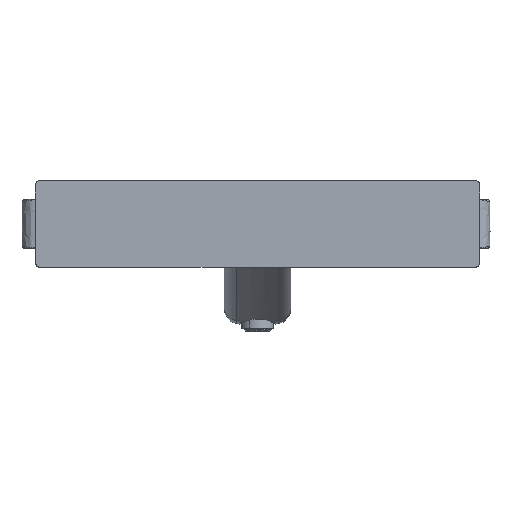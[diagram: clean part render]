
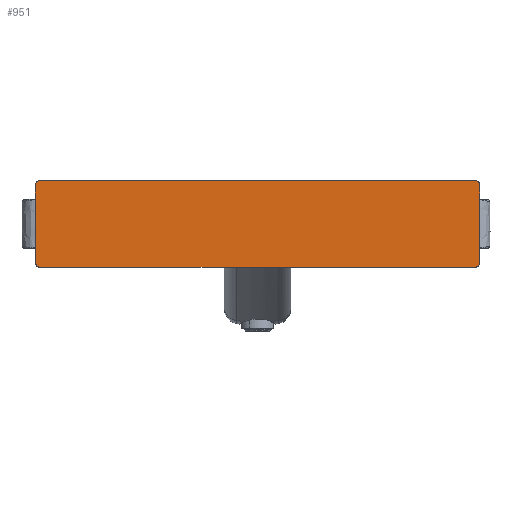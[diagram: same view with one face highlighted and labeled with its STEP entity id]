
A CAD part, left-side view. The second image highlights one B-rep face of the part: STEP entity #951.
In plain terms, the highlighted face is planar.
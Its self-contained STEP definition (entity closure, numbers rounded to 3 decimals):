
#396=CARTESIAN_POINT(' ',(-30.,-151.001,0.));
#397=VERTEX_POINT(' ',#396);
#416=CARTESIAN_POINT(' ',(-27.001,-151.001,0.));
#421=DIRECTION(' ',(0.,0.,1.));
#426=DIRECTION(' ',(-1.,0.,0.));
#431=AXIS2_PLACEMENT_3D(' ',#416,#421,#426);
#436=CIRCLE('',#431,2.999);
#441=CARTESIAN_POINT(' ',(-27.001,-154.,0.));
#442=VERTEX_POINT(' ',#441);
#446=EDGE_CURVE(' ',#397,#442,#436,.T.);
#621=CARTESIAN_POINT(' ',(-30.,151.001,0.));
#622=VERTEX_POINT(' ',#621);
#636=CARTESIAN_POINT(' ',(-30.,-151.001,0.));
#641=DIRECTION(' ',(0.,1.,0.));
#646=VECTOR(' ',#641,1.);
#651=LINE('',#636,#646);
#656=EDGE_CURVE(' ',#397,#622,#651,.T.);
#686=DIRECTION(' ',(-0.,-0.,-1.));
#691=CARTESIAN_POINT(' ',(-30.,-154.,0.));
#696=DIRECTION(' ',(0.,1.,0.));
#701=AXIS2_PLACEMENT_3D(' ',#691,#686,#696);
#706=PLANE('',#701);
#711=CARTESIAN_POINT(' ',(27.001,151.001,0.));
#716=DIRECTION(' ',(0.,0.,1.));
#721=DIRECTION(' ',(1.,0.,0.));
#726=AXIS2_PLACEMENT_3D(' ',#711,#716,#721);
#731=CIRCLE('',#726,2.999);
#736=CARTESIAN_POINT(' ',(30.,151.001,0.));
#737=VERTEX_POINT(' ',#736);
#741=CARTESIAN_POINT(' ',(27.001,154.,0.));
#742=VERTEX_POINT(' ',#741);
#746=EDGE_CURVE(' ',#737,#742,#731,.T.);
#751=ORIENTED_EDGE(' ',*,*,#746,.F.);
#756=CARTESIAN_POINT(' ',(30.,151.001,0.));
#761=DIRECTION(' ',(0.,-1.,0.));
#766=VECTOR(' ',#761,1.);
#771=LINE('',#756,#766);
#776=CARTESIAN_POINT(' ',(30.,-151.001,0.));
#777=VERTEX_POINT(' ',#776);
#781=EDGE_CURVE(' ',#737,#777,#771,.T.);
#786=ORIENTED_EDGE(' ',*,*,#781,.T.);
#791=CARTESIAN_POINT(' ',(27.002,-151.002,0.));
#796=DIRECTION(' ',(0.,0.,1.));
#801=DIRECTION(' ',(0.,-1.,0.));
#806=AXIS2_PLACEMENT_3D(' ',#791,#796,#801);
#811=CIRCLE('',#806,2.998);
#816=CARTESIAN_POINT(' ',(27.001,-154.,0.));
#817=VERTEX_POINT(' ',#816);
#821=EDGE_CURVE(' ',#817,#777,#811,.T.);
#826=ORIENTED_EDGE(' ',*,*,#821,.F.);
#831=CARTESIAN_POINT(' ',(27.001,-154.,0.));
#836=DIRECTION(' ',(-1.,0.,0.));
#841=VECTOR(' ',#836,1.);
#846=LINE('',#831,#841);
#851=EDGE_CURVE(' ',#817,#442,#846,.T.);
#856=ORIENTED_EDGE(' ',*,*,#851,.T.);
#861=ORIENTED_EDGE(' ',*,*,#446,.F.);
#866=ORIENTED_EDGE(' ',*,*,#656,.T.);
#871=CARTESIAN_POINT(' ',(-27.002,151.002,0.));
#876=DIRECTION(' ',(0.,0.,1.));
#881=DIRECTION(' ',(0.,1.,0.));
#886=AXIS2_PLACEMENT_3D(' ',#871,#876,#881);
#891=CIRCLE('',#886,2.998);
#896=CARTESIAN_POINT(' ',(-27.001,154.,0.));
#897=VERTEX_POINT(' ',#896);
#901=EDGE_CURVE(' ',#897,#622,#891,.T.);
#906=ORIENTED_EDGE(' ',*,*,#901,.F.);
#911=CARTESIAN_POINT(' ',(-27.001,154.,0.));
#916=DIRECTION(' ',(1.,0.,0.));
#921=VECTOR(' ',#916,1.);
#926=LINE('',#911,#921);
#931=EDGE_CURVE(' ',#897,#742,#926,.T.);
#936=ORIENTED_EDGE(' ',*,*,#931,.T.);
#941=EDGE_LOOP(' ',(#751,#786,#826,#856,#861,#866,#906,#936));
#946=FACE_OUTER_BOUND(' ',#941,.T.);
#951=ADVANCED_FACE('',(#946),#706,.T.);
